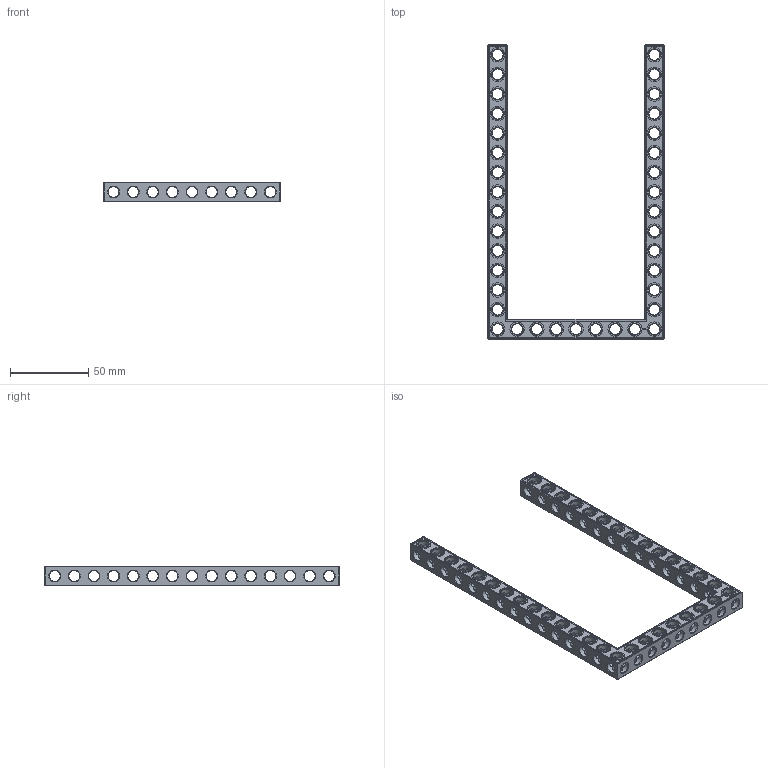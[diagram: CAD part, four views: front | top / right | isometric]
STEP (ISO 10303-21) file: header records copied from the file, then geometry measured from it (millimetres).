
FILE_DESCRIPTION(('FreeCAD Model'),'2;1');
FILE_NAME('Open CASCADE Shape Model','2022-02-25T10:49:10',('Author'),( ''),'Open CASCADE STEP processor 7.5','FreeCAD','Unknown');
FILE_SCHEMA(('AUTOMOTIVE_DESIGN { 1 0 10303 214 1 1 1 1 }'));
Products named in the file (1): Beam AGD ESS USH SYM BU09x15x01 - SPN-BEM-0436 (stemfie.org)
Bounding box: 112.5 x 187.5 x 12.5 mm (x, y, z)
Volume: 36159.1 mm3; surface area: 32288.5 mm2
Topology: 1 solids, 1 shells, 961 faces, 2917 edges, 1881 vertices
Faces by surface type: plane 418, cylinder 223, extrusion 170, cone 150
Full cylindrical faces by diameter (mm): 6.98 x32, 7 x154, 9.2 x37
Entity records: 218054 total; most frequent: CARTESIAN_POINT 163831, DIRECTION 8689, ORIENTED_EDGE 5834, PCURVE 5834, DEFINITIONAL_REPRESENTATION 5834, VECTOR 5500, LINE 5330, EDGE_CURVE 2917
